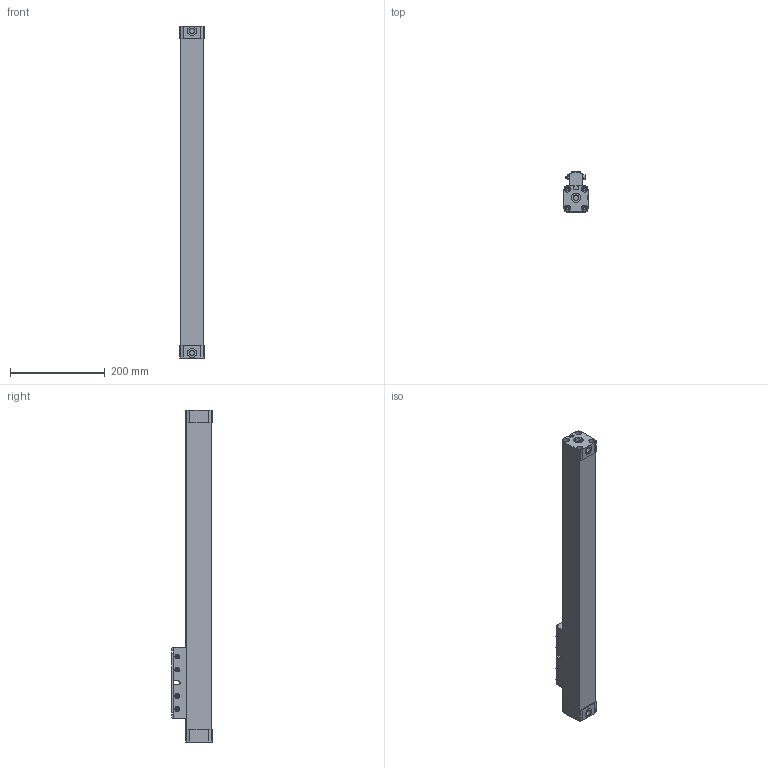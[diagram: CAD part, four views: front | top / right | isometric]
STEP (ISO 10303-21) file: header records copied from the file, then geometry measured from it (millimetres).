
FILE_DESCRIPTION( ( 'STEP AP203' ), '1' );
FILE_NAME( 'MCRPL-90-32-0450(0).stp', '2020-06-02T08:59:17', ( 'License CC BY-ND 4.0' ), ( 'CADENAS' ), ' ', 'PARTsolutions', ' ' );
FILE_SCHEMA( ( 'CONFIG_CONTROL_DESIGN' ) );
Length unit declared in the file: millimetre
Products named in the file (3): MCRPL-90-32-0450(0); _BodyMCRPL-90-32-450; _RodMCRPL-90-32-450
Assembly tree (2 placements, depth 2):
  MCRPL-90-32-0450(0)
    _BodyMCRPL-90-32-450
    _RodMCRPL-90-32-450
Bounding box: 52 x 86 x 700 mm (x, y, z)
Volume: 1862111 mm3; surface area: 191316.5 mm2
Topology: 2 solids, 2 shells, 339 faces, 799 edges, 512 vertices
Faces by surface type: plane 220, cylinder 65, cone 54
Full cylindrical faces by diameter (mm): 4 x4, 4.134 x2, 4.917 x10, 7.7 x4, 8 x2, 8.9 x4, 10 x4, 12 x1, 12.6 x8, 19.5 x6
Entity records: 9760 total; most frequent: CARTESIAN_POINT 2230, DIRECTION 1510, ORIENTED_EDGE 1412, EDGE_CURVE 706, AXIS2_PLACEMENT_3D 544, VERTEX_POINT 496, EDGE_LOOP 474, LINE 422
